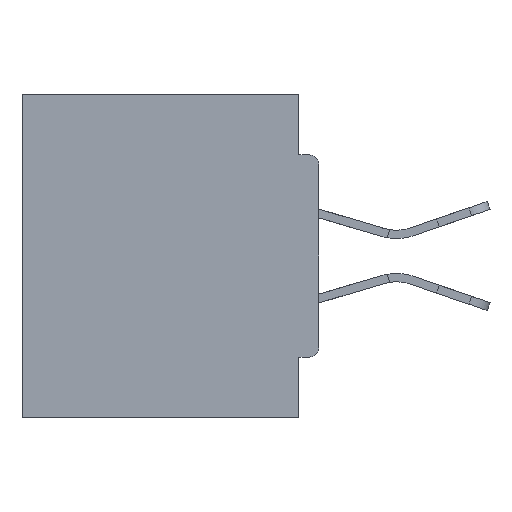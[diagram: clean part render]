
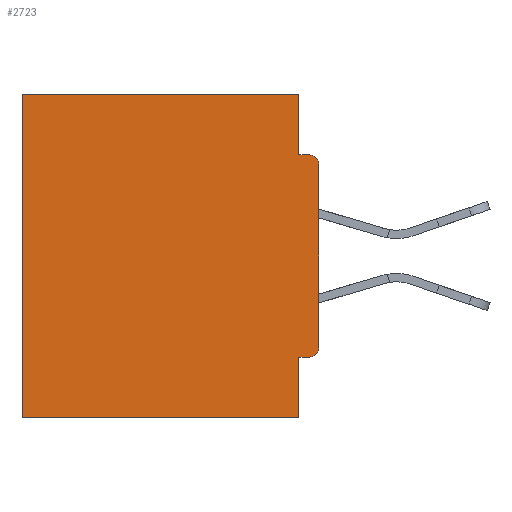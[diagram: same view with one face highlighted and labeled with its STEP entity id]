
A CAD part, left-side view. The second image highlights one B-rep face of the part: STEP entity #2723.
In plain terms, the highlighted planar face has unit normal (-1, 0, 0).
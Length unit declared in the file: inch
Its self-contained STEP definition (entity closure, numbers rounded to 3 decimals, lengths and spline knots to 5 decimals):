
#956 = VECTOR ( 'NONE', #22944, 39.37008 ) ;
#1279 = CARTESIAN_POINT ( 'NONE',  ( 0.298, 0., -0.0935 ) ) ;
#1470 = DIRECTION ( 'NONE',  ( 0., 1., 0. ) ) ;
#1620 = PLANE ( 'NONE',  #21129 ) ;
#1920 = VERTEX_POINT ( 'NONE', #30301 ) ;
#2723 = ADVANCED_FACE ( 'NONE', ( #8431 ), #1620, .F. ) ;
#3290 = CARTESIAN_POINT ( 'NONE',  ( 0.298, 0., -0.5 ) ) ;
#3411 = VECTOR ( 'NONE', #3754, 39.37008 ) ;
#3708 = CARTESIAN_POINT ( 'NONE',  ( 0.298, 0.015, -0.1085 ) ) ;
#3754 = DIRECTION ( 'NONE',  ( 0., 0., -1. ) ) ;
#3813 = DIRECTION ( 'NONE',  ( 0., -1., 0. ) ) ;
#3835 = DIRECTION ( 'NONE',  ( 0., 0., -1. ) ) ;
#4660 = CIRCLE ( 'NONE', #7441, 0.015 ) ;
#5553 = EDGE_LOOP ( 'NONE', ( #31371, #22561, #9685, #19874, #34115, #8974, #7447, #17860, #34554, #32924 ) ) ;
#5772 = CARTESIAN_POINT ( 'NONE',  ( 0.298, 0.031, -0.0935 ) ) ;
#6383 = EDGE_CURVE ( 'NONE', #29945, #20521, #23760, .T. ) ;
#7410 = DIRECTION ( 'NONE',  ( 1., 0., 0. ) ) ;
#7441 = AXIS2_PLACEMENT_3D ( 'NONE', #3708, #9370, #3835 ) ;
#7447 = ORIENTED_EDGE ( 'NONE', *, *, #16959, .F. ) ;
#8023 = DIRECTION ( 'NONE',  ( 0., 0., -1. ) ) ;
#8358 = CARTESIAN_POINT ( 'NONE',  ( 0.298, 0.015, -0.0935 ) ) ;
#8431 = FACE_OUTER_BOUND ( 'NONE', #5553, .T. ) ;
#8974 = ORIENTED_EDGE ( 'NONE', *, *, #36805, .F. ) ;
#9343 = VECTOR ( 'NONE', #3813, 39.37008 ) ;
#9370 = DIRECTION ( 'NONE',  ( -1., 0., 0. ) ) ;
#9480 = VECTOR ( 'NONE', #32046, 39.37008 ) ;
#9685 = ORIENTED_EDGE ( 'NONE', *, *, #21855, .F. ) ;
#10211 = CARTESIAN_POINT ( 'NONE',  ( 0.298, 0.031, -0.5 ) ) ;
#10480 = DIRECTION ( 'NONE',  ( 0., 0., -1. ) ) ;
#11282 = LINE ( 'NONE', #26636, #17981 ) ;
#11374 = CARTESIAN_POINT ( 'NONE',  ( 0.298, 0.031, -0.5 ) ) ;
#11607 = DIRECTION ( 'NONE',  ( 0., 1., 0. ) ) ;
#11765 = LINE ( 'NONE', #11374, #956 ) ;
#11988 = EDGE_CURVE ( 'NONE', #18632, #33126, #26313, .T. ) ;
#12343 = AXIS2_PLACEMENT_3D ( 'NONE', #16487, #27896, #10480 ) ;
#12664 = CARTESIAN_POINT ( 'NONE',  ( 0.298, 0., 0. ) ) ;
#12728 = EDGE_CURVE ( 'NONE', #18632, #20521, #4660, .T. ) ;
#12815 = DIRECTION ( 'NONE',  ( 0., 0., -1. ) ) ;
#14347 = VECTOR ( 'NONE', #8023, 39.37008 ) ;
#15653 = VERTEX_POINT ( 'NONE', #30593 ) ;
#16228 = VERTEX_POINT ( 'NONE', #10211 ) ;
#16487 = CARTESIAN_POINT ( 'NONE',  ( 0.298, 0.015, -0.3915 ) ) ;
#16959 = EDGE_CURVE ( 'NONE', #37187, #16228, #17454, .T. ) ;
#17454 = LINE ( 'NONE', #33991, #14347 ) ;
#17860 = ORIENTED_EDGE ( 'NONE', *, *, #22015, .F. ) ;
#17871 = CARTESIAN_POINT ( 'NONE',  ( 0.298, 0., -0.4065 ) ) ;
#17981 = VECTOR ( 'NONE', #20772, 39.37008 ) ;
#18154 = VECTOR ( 'NONE', #11607, 39.37008 ) ;
#18632 = VERTEX_POINT ( 'NONE', #30468 ) ;
#18686 = CARTESIAN_POINT ( 'NONE',  ( 0.298, 0., 0. ) ) ;
#19874 = ORIENTED_EDGE ( 'NONE', *, *, #35939, .T. ) ;
#20080 = VERTEX_POINT ( 'NONE', #31355 ) ;
#20394 = EDGE_CURVE ( 'NONE', #15653, #33126, #37005, .T. ) ;
#20521 = VERTEX_POINT ( 'NONE', #8358 ) ;
#20772 = DIRECTION ( 'NONE',  ( 0., 0., -1. ) ) ;
#20910 = VECTOR ( 'NONE', #1470, 39.37008 ) ;
#21129 = AXIS2_PLACEMENT_3D ( 'NONE', #32759, #7410, #12815 ) ;
#21295 = VERTEX_POINT ( 'NONE', #34546 ) ;
#21855 = EDGE_CURVE ( 'NONE', #1920, #29945, #11765, .T. ) ;
#22015 = EDGE_CURVE ( 'NONE', #15653, #37187, #31492, .T. ) ;
#22561 = ORIENTED_EDGE ( 'NONE', *, *, #6383, .F. ) ;
#22944 = DIRECTION ( 'NONE',  ( 0., 0., -1. ) ) ;
#22958 = CARTESIAN_POINT ( 'NONE',  ( 0.298, 0.031, -0.4065 ) ) ;
#23760 = LINE ( 'NONE', #1279, #9343 ) ;
#26313 = LINE ( 'NONE', #12664, #3411 ) ;
#26636 = CARTESIAN_POINT ( 'NONE',  ( 0.298, 0.46, 0. ) ) ;
#27896 = DIRECTION ( 'NONE',  ( -1., 0., 0. ) ) ;
#29945 = VERTEX_POINT ( 'NONE', #5772 ) ;
#30301 = CARTESIAN_POINT ( 'NONE',  ( 0.298, 0.031, 0. ) ) ;
#30468 = CARTESIAN_POINT ( 'NONE',  ( 0.298, 0., -0.1085 ) ) ;
#30593 = CARTESIAN_POINT ( 'NONE',  ( 0.298, 0.015, -0.4065 ) ) ;
#31355 = CARTESIAN_POINT ( 'NONE',  ( 0.298, 0.46, 0. ) ) ;
#31371 = ORIENTED_EDGE ( 'NONE', *, *, #12728, .T. ) ;
#31492 = LINE ( 'NONE', #17871, #9480 ) ;
#32046 = DIRECTION ( 'NONE',  ( 0., 1., 0. ) ) ;
#32552 = LINE ( 'NONE', #18686, #20910 ) ;
#32759 = CARTESIAN_POINT ( 'NONE',  ( 0.298, 0., 0. ) ) ;
#32924 = ORIENTED_EDGE ( 'NONE', *, *, #11988, .F. ) ;
#33126 = VERTEX_POINT ( 'NONE', #33569 ) ;
#33493 = EDGE_CURVE ( 'NONE', #20080, #21295, #11282, .T. ) ;
#33569 = CARTESIAN_POINT ( 'NONE',  ( 0.298, 0., -0.3915 ) ) ;
#33991 = CARTESIAN_POINT ( 'NONE',  ( 0.298, 0.031, -0.5 ) ) ;
#34115 = ORIENTED_EDGE ( 'NONE', *, *, #33493, .T. ) ;
#34546 = CARTESIAN_POINT ( 'NONE',  ( 0.298, 0.46, -0.5 ) ) ;
#34554 = ORIENTED_EDGE ( 'NONE', *, *, #20394, .T. ) ;
#35939 = EDGE_CURVE ( 'NONE', #1920, #20080, #32552, .T. ) ;
#36805 = EDGE_CURVE ( 'NONE', #16228, #21295, #37026, .T. ) ;
#37005 = CIRCLE ( 'NONE', #12343, 0.015 ) ;
#37026 = LINE ( 'NONE', #3290, #18154 ) ;
#37187 = VERTEX_POINT ( 'NONE', #22958 ) ;
